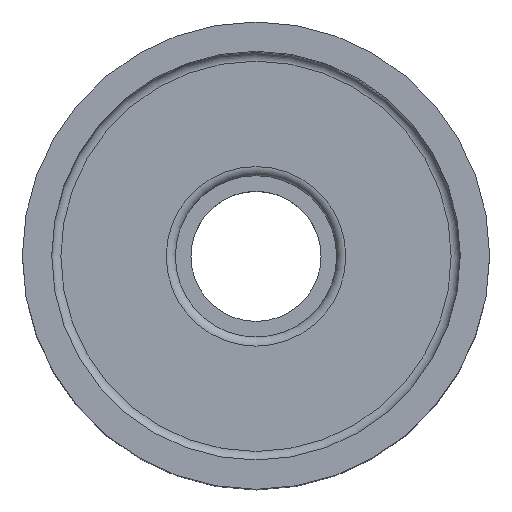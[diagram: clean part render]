
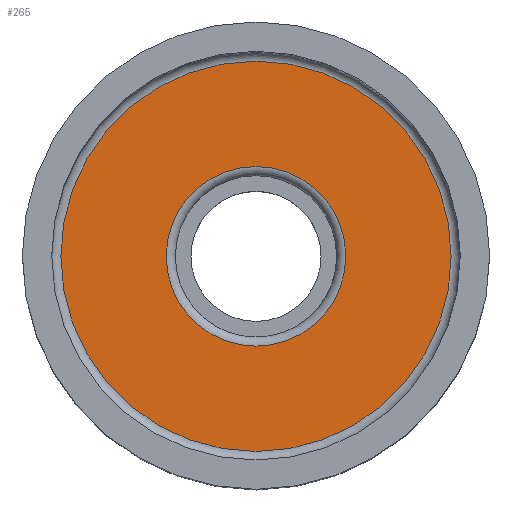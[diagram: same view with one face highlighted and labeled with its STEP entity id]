
A CAD part, top view. The second image highlights one B-rep face of the part: STEP entity #265.
In plain terms, the highlighted planar face has unit normal (0, 0, 1).
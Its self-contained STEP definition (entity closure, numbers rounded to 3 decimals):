
#30=FACE_BOUND('',#79,.T.);
#37=PLANE('',#321);
#54=FACE_OUTER_BOUND('',#78,.T.);
#78=EDGE_LOOP('',(#233,#234));
#79=EDGE_LOOP('',(#235,#236));
#114=CIRCLE('',#315,10.65);
#116=CIRCLE('',#317,10.65);
#119=CIRCLE('',#322,4.9);
#120=CIRCLE('',#323,4.9);
#138=VERTEX_POINT('',#478);
#139=VERTEX_POINT('',#479);
#142=VERTEX_POINT('',#490);
#143=VERTEX_POINT('',#491);
#168=EDGE_CURVE('',#138,#139,#114,.T.);
#170=EDGE_CURVE('',#139,#138,#116,.T.);
#174=EDGE_CURVE('',#142,#143,#119,.T.);
#175=EDGE_CURVE('',#143,#142,#120,.T.);
#233=ORIENTED_EDGE('',*,*,#168,.F.);
#234=ORIENTED_EDGE('',*,*,#170,.F.);
#235=ORIENTED_EDGE('',*,*,#174,.F.);
#236=ORIENTED_EDGE('',*,*,#175,.F.);
#265=ADVANCED_FACE('',(#54,#30),#37,.T.);
#315=AXIS2_PLACEMENT_3D('',#480,#399,#400);
#317=AXIS2_PLACEMENT_3D('',#482,#403,#404);
#321=AXIS2_PLACEMENT_3D('',#489,#412,#413);
#322=AXIS2_PLACEMENT_3D('',#492,#414,#415);
#323=AXIS2_PLACEMENT_3D('',#493,#416,#417);
#399=DIRECTION('center_axis',(0.,0.,-1.));
#400=DIRECTION('ref_axis',(1.,0.,0.));
#403=DIRECTION('center_axis',(0.,0.,-1.));
#404=DIRECTION('ref_axis',(1.,0.,0.));
#412=DIRECTION('center_axis',(0.,0.,1.));
#413=DIRECTION('ref_axis',(1.,0.,0.));
#414=DIRECTION('center_axis',(0.,0.,1.));
#415=DIRECTION('ref_axis',(1.,0.,0.));
#416=DIRECTION('center_axis',(0.,0.,1.));
#417=DIRECTION('ref_axis',(1.,0.,0.));
#478=CARTESIAN_POINT('',(-10.65,0.,0.7));
#479=CARTESIAN_POINT('',(10.65,0.,0.7));
#480=CARTESIAN_POINT('Origin',(0.,0.,0.7));
#482=CARTESIAN_POINT('Origin',(0.,0.,0.7));
#489=CARTESIAN_POINT('Origin',(0.,0.,0.7));
#490=CARTESIAN_POINT('',(-4.9,0.,0.7));
#491=CARTESIAN_POINT('',(4.9,0.,0.7));
#492=CARTESIAN_POINT('Origin',(0.,0.,0.7));
#493=CARTESIAN_POINT('Origin',(0.,0.,0.7));
